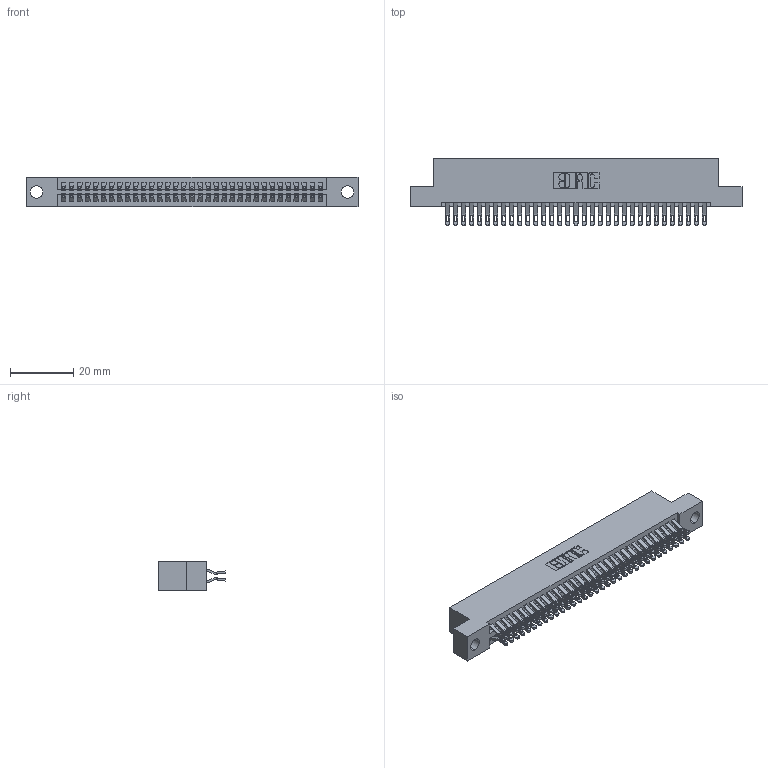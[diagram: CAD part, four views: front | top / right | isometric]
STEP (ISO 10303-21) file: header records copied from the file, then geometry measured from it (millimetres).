
FILE_DESCRIPTION (( 'STEP AP203' ), '1' );
FILE_NAME ('395-066-555-204.STEP', '2018-11-25T05:24:58', ( '' ), ( '' ), 'SwSTEP 2.0', 'SolidWorks 2016', '' );
FILE_SCHEMA (( 'CONFIG_CONTROL_DESIGN' ));
Length unit declared in the file: inch
Products named in the file (3): 345-292-001_555 Tail; 395-066-555-204; 345 Part_Flush Mounting Lugs - 0.156 Dia-TH
Assembly tree (67 placements, depth 2):
  395-066-555-204
    345 Part_Flush Mounting Lugs - 0.156 Dia-TH
    345-292-001_555 Tail  x66
Bounding box: 105.03 x 21.13 x 9.4 mm (x, y, z)
Volume: 10222.7 mm3; surface area: 15417.5 mm2
Topology: 67 solids, 67 shells, 3822 faces, 12023 edges, 8014 vertices
Faces by surface type: plane 2126, cylinder 1696
Entity records: 27433 total; most frequent: CARTESIAN_POINT 4642, ORIENTED_EDGE 4546, DIRECTION 4073, EDGE_CURVE 2273, VECTOR 1989, LINE 1989, VERTEX_POINT 1514, AXIS2_PLACEMENT_3D 1042
